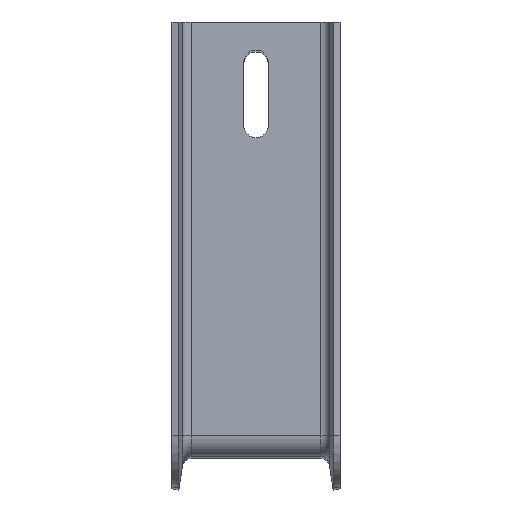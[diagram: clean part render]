
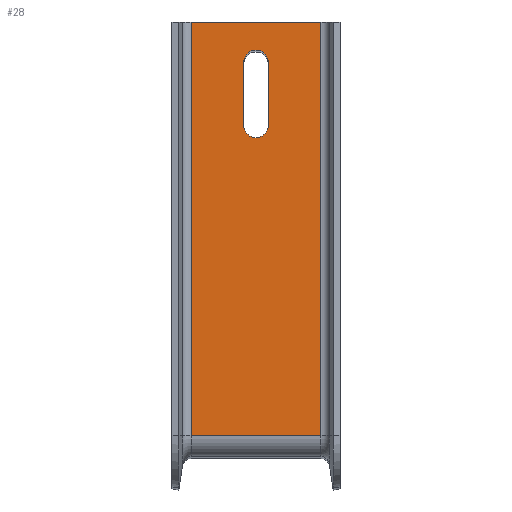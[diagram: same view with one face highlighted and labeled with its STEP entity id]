
A CAD part, top view. The second image highlights one B-rep face of the part: STEP entity #28.
In plain terms, the highlighted planar face has unit normal (0, 0, 1).
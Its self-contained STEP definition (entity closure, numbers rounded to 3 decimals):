
#4 = EDGE_CURVE ( 'NONE', #1605, #1670, #1598, .T. ) ;
#6 = EDGE_CURVE ( 'NONE', #1642, #1659, #1589, .T. ) ;
#7 = EDGE_CURVE ( 'NONE', #1663, #1642, #1591, .T. ) ;
#8 = EDGE_CURVE ( 'NONE', #1631, #1663, #1588, .T. ) ;
#9 = EDGE_CURVE ( 'NONE', #1659, #1631, #1586, .T. ) ;
#10 = EDGE_CURVE ( 'NONE', #1600, #1605, #1585, .T. ) ;
#11 = EDGE_CURVE ( 'NONE', #1600, #1622, #1583, .T. ) ;
#12 = EDGE_CURVE ( 'NONE', #1622, #1670, #1582, .T. ) ;
#15 = AXIS2_PLACEMENT_3D ( 'NONE', #1070, #1069, #1066 ) ;
#16 = AXIS2_PLACEMENT_3D ( 'NONE', #1090, #1089, #1087 ) ;
#28 = ADVANCED_FACE ( 'NONE', ( #1562, #1559 ), #1146, .F. ) ;
#139 = CARTESIAN_POINT ( 'NONE',  ( -18.5, 124., 162.5 ) ) ;
#147 = CARTESIAN_POINT ( 'NONE',  ( 3.5, 112.5, 162.5 ) ) ;
#151 = CARTESIAN_POINT ( 'NONE',  ( -3.5, 94.5, 162.5 ) ) ;
#178 = CARTESIAN_POINT ( 'NONE',  ( -3.5, 112.5, 162.5 ) ) ;
#191 = CARTESIAN_POINT ( 'NONE',  ( 3.5, 94.5, 162.5 ) ) ;
#202 = CARTESIAN_POINT ( 'NONE',  ( 18.5, 124., 162.5 ) ) ;
#224 = CARTESIAN_POINT ( 'NONE',  ( -18.5, 6., 162.5 ) ) ;
#229 = CARTESIAN_POINT ( 'NONE',  ( 18.5, 6., 162.5 ) ) ;
#721 = AXIS2_PLACEMENT_3D ( 'NONE', #1158, #1144, #1143 ) ;
#1053 = DIRECTION ( 'NONE',  ( -1., 0., 0. ) ) ;
#1063 = DIRECTION ( 'NONE',  ( 0., 1., 0. ) ) ;
#1066 = DIRECTION ( 'NONE',  ( 1., 0., 0. ) ) ;
#1069 = DIRECTION ( 'NONE',  ( 0., 0., 1. ) ) ;
#1070 = CARTESIAN_POINT ( 'NONE',  ( 0., 94.5, 162.5 ) ) ;
#1074 = CARTESIAN_POINT ( 'NONE',  ( -18.5, 6., 162.5 ) ) ;
#1077 = CARTESIAN_POINT ( 'NONE',  ( 18.5, 6., 162.5 ) ) ;
#1082 = CARTESIAN_POINT ( 'NONE',  ( -18.5, 124., 162.5 ) ) ;
#1084 = DIRECTION ( 'NONE',  ( -1., 0., 0. ) ) ;
#1087 = DIRECTION ( 'NONE',  ( 1., 0., 0. ) ) ;
#1089 = DIRECTION ( 'NONE',  ( 0., 0., 1. ) ) ;
#1090 = CARTESIAN_POINT ( 'NONE',  ( 0., 112.5, 162.5 ) ) ;
#1091 = CARTESIAN_POINT ( 'NONE',  ( 3.5, 112.5, 162.5 ) ) ;
#1094 = DIRECTION ( 'NONE',  ( 0., 1., 0. ) ) ;
#1102 = CARTESIAN_POINT ( 'NONE',  ( -3.5, 112.5, 162.5 ) ) ;
#1110 = CARTESIAN_POINT ( 'NONE',  ( -18.5, 6., 162.5 ) ) ;
#1111 = DIRECTION ( 'NONE',  ( 0., -1., 0. ) ) ;
#1117 = DIRECTION ( 'NONE',  ( 0., 1., 0. ) ) ;
#1143 = DIRECTION ( 'NONE',  ( -1., 0., 0. ) ) ;
#1144 = DIRECTION ( 'NONE',  ( 0., 0., -1. ) ) ;
#1146 = PLANE ( 'NONE',  #721 ) ;
#1158 = CARTESIAN_POINT ( 'NONE',  ( -18.5, 6., 162.5 ) ) ;
#1559 = FACE_OUTER_BOUND ( 'NONE', #1710, .T. ) ;
#1562 = FACE_BOUND ( 'NONE', #1696, .T. ) ;
#1577 = VECTOR ( 'NONE', #1053, 1000. ) ;
#1579 = VECTOR ( 'NONE', #1063, 1000. ) ;
#1581 = VECTOR ( 'NONE', #1084, 1000. ) ;
#1582 = LINE ( 'NONE', #1082, #1577 ) ;
#1583 = LINE ( 'NONE', #1077, #1579 ) ;
#1584 = VECTOR ( 'NONE', #1094, 1000. ) ;
#1585 = LINE ( 'NONE', #1074, #1581 ) ;
#1586 = CIRCLE ( 'NONE', #15, 3.5 ) ;
#1587 = VECTOR ( 'NONE', #1111, 1000. ) ;
#1588 = LINE ( 'NONE', #1091, #1584 ) ;
#1589 = LINE ( 'NONE', #1102, #1587 ) ;
#1590 = VECTOR ( 'NONE', #1117, 1000. ) ;
#1591 = CIRCLE ( 'NONE', #16, 3.5 ) ;
#1598 = LINE ( 'NONE', #1110, #1590 ) ;
#1600 = VERTEX_POINT ( 'NONE', #229 ) ;
#1605 = VERTEX_POINT ( 'NONE', #224 ) ;
#1622 = VERTEX_POINT ( 'NONE', #202 ) ;
#1631 = VERTEX_POINT ( 'NONE', #191 ) ;
#1642 = VERTEX_POINT ( 'NONE', #178 ) ;
#1659 = VERTEX_POINT ( 'NONE', #151 ) ;
#1663 = VERTEX_POINT ( 'NONE', #147 ) ;
#1670 = VERTEX_POINT ( 'NONE', #139 ) ;
#1696 = EDGE_LOOP ( 'NONE', ( #1784, #1785, #1786, #1787 ) ) ;
#1710 = EDGE_LOOP ( 'NONE', ( #1788, #1789, #1790, #1791 ) ) ;
#1784 = ORIENTED_EDGE ( 'NONE', *, *, #6, .F. ) ;
#1785 = ORIENTED_EDGE ( 'NONE', *, *, #7, .F. ) ;
#1786 = ORIENTED_EDGE ( 'NONE', *, *, #8, .F. ) ;
#1787 = ORIENTED_EDGE ( 'NONE', *, *, #9, .F. ) ;
#1788 = ORIENTED_EDGE ( 'NONE', *, *, #10, .F. ) ;
#1789 = ORIENTED_EDGE ( 'NONE', *, *, #11, .T. ) ;
#1790 = ORIENTED_EDGE ( 'NONE', *, *, #12, .T. ) ;
#1791 = ORIENTED_EDGE ( 'NONE', *, *, #4, .F. ) ;
